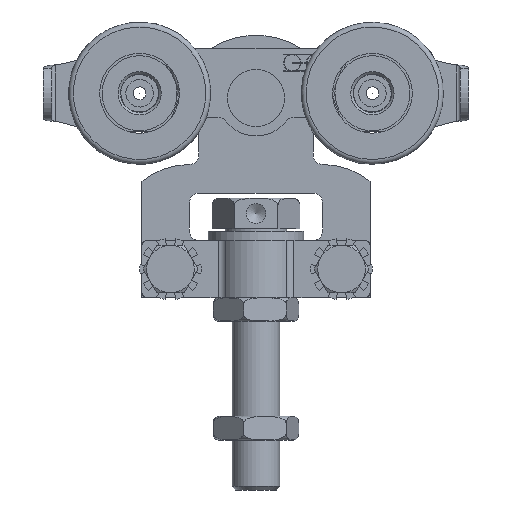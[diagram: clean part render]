
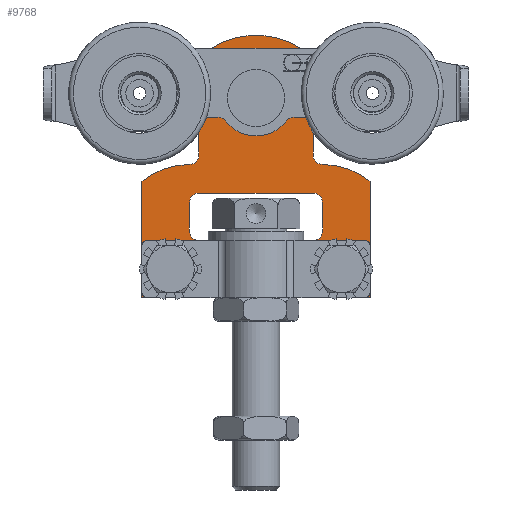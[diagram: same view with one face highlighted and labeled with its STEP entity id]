
A CAD part, front view. The second image highlights one B-rep face of the part: STEP entity #9768.
In plain terms, the highlighted face is planar.
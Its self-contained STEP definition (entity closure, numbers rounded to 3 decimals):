
#619=FACE_BOUND('',#1587,.T.);
#620=FACE_BOUND('',#1588,.T.);
#621=FACE_BOUND('',#1589,.T.);
#1003=FACE_OUTER_BOUND('',#1586,.T.);
#1586=EDGE_LOOP('',(#8122,#8123,#8124,#8125,#8126,#8127,#8128,#8129,#8130,
#8131,#8132,#8133,#8134,#8135,#8136,#8137,#8138,#8139,#8140,#8141,#8142,
#8143));
#1587=EDGE_LOOP('',(#8144));
#1588=EDGE_LOOP('',(#8145));
#1589=EDGE_LOOP('',(#8146));
#2383=LINE('',#18952,#3221);
#2385=LINE('',#18961,#3223);
#2390=LINE('',#18977,#3228);
#2404=LINE('',#19040,#3242);
#2410=LINE('',#19059,#3248);
#2414=LINE('',#19072,#3252);
#2417=LINE('',#19080,#3255);
#2420=LINE('',#19088,#3258);
#2422=LINE('',#19090,#3260);
#2424=LINE('',#19097,#3262);
#2426=LINE('',#19105,#3264);
#2427=LINE('',#19109,#3265);
#2428=LINE('',#19111,#3266);
#3221=VECTOR('',#12743,10.);
#3223=VECTOR('',#12753,10.);
#3228=VECTOR('',#12764,10.);
#3242=VECTOR('',#12824,10.);
#3248=VECTOR('',#12846,10.);
#3252=VECTOR('',#12860,10.);
#3255=VECTOR('',#12869,10.);
#3258=VECTOR('',#12878,10.);
#3260=VECTOR('',#12880,10.);
#3262=VECTOR('',#12888,10.);
#3264=VECTOR('',#12898,10.);
#3265=VECTOR('',#12901,10.);
#3266=VECTOR('',#12904,10.);
#3685=CIRCLE('',#10780,16.);
#3686=CIRCLE('',#10782,16.);
#3687=CIRCLE('',#10784,5.1);
#3688=CIRCLE('',#10787,2.5);
#3689=CIRCLE('',#10789,2.5);
#3690=CIRCLE('',#10792,2.);
#3691=CIRCLE('',#10795,2.);
#3692=CIRCLE('',#10798,2.);
#3693=CIRCLE('',#10801,2.);
#3694=CIRCLE('',#10803,2.);
#3695=CIRCLE('',#10804,18.);
#3696=CIRCLE('',#10805,2.);
#4466=VERTEX_POINT('',#18945);
#4469=VERTEX_POINT('',#18950);
#4472=VERTEX_POINT('',#18960);
#4479=VERTEX_POINT('',#18974);
#4480=VERTEX_POINT('',#18976);
#4506=VERTEX_POINT('',#19039);
#4507=VERTEX_POINT('',#19043);
#4508=VERTEX_POINT('',#19044);
#4509=VERTEX_POINT('',#19049);
#4510=VERTEX_POINT('',#19050);
#4511=VERTEX_POINT('',#19055);
#4512=VERTEX_POINT('',#19061);
#4513=VERTEX_POINT('',#19065);
#4514=VERTEX_POINT('',#19069);
#4515=VERTEX_POINT('',#19071);
#4516=VERTEX_POINT('',#19075);
#4517=VERTEX_POINT('',#19079);
#4518=VERTEX_POINT('',#19083);
#4519=VERTEX_POINT('',#19087);
#4520=VERTEX_POINT('',#19092);
#4521=VERTEX_POINT('',#19096);
#4522=VERTEX_POINT('',#19102);
#4523=VERTEX_POINT('',#19104);
#4524=VERTEX_POINT('',#19106);
#4525=VERTEX_POINT('',#19108);
#5714=EDGE_CURVE('',#4469,#4466,#2383,.T.);
#5718=EDGE_CURVE('',#4466,#4472,#2385,.T.);
#5726=EDGE_CURVE('',#4479,#4480,#2390,.T.);
#5758=EDGE_CURVE('',#4480,#4506,#2404,.T.);
#5760=EDGE_CURVE('',#4507,#4508,#3685,.T.);
#5763=EDGE_CURVE('',#4509,#4510,#3686,.T.);
#5767=EDGE_CURVE('',#4511,#4511,#3687,.T.);
#5768=EDGE_CURVE('',#4509,#4479,#2410,.T.);
#5770=EDGE_CURVE('',#4512,#4512,#3688,.T.);
#5772=EDGE_CURVE('',#4513,#4513,#3689,.T.);
#5774=EDGE_CURVE('',#4515,#4514,#2414,.T.);
#5776=EDGE_CURVE('',#4516,#4515,#3690,.T.);
#5778=EDGE_CURVE('',#4517,#4516,#2417,.T.);
#5780=EDGE_CURVE('',#4518,#4517,#3691,.T.);
#5782=EDGE_CURVE('',#4519,#4506,#2420,.T.);
#5784=EDGE_CURVE('',#4469,#4518,#2422,.T.);
#5785=EDGE_CURVE('',#4520,#4519,#3692,.T.);
#5787=EDGE_CURVE('',#4521,#4520,#2424,.T.);
#5789=EDGE_CURVE('',#4514,#4521,#3693,.T.);
#5790=EDGE_CURVE('',#4522,#4510,#3694,.T.);
#5791=EDGE_CURVE('',#4523,#4522,#2426,.T.);
#5792=EDGE_CURVE('',#4524,#4523,#3695,.T.);
#5793=EDGE_CURVE('',#4525,#4524,#2427,.T.);
#5794=EDGE_CURVE('',#4507,#4525,#3696,.T.);
#5795=EDGE_CURVE('',#4472,#4508,#2428,.T.);
#8122=ORIENTED_EDGE('',*,*,#5714,.F.);
#8123=ORIENTED_EDGE('',*,*,#5784,.T.);
#8124=ORIENTED_EDGE('',*,*,#5780,.T.);
#8125=ORIENTED_EDGE('',*,*,#5778,.T.);
#8126=ORIENTED_EDGE('',*,*,#5776,.T.);
#8127=ORIENTED_EDGE('',*,*,#5774,.T.);
#8128=ORIENTED_EDGE('',*,*,#5789,.T.);
#8129=ORIENTED_EDGE('',*,*,#5787,.T.);
#8130=ORIENTED_EDGE('',*,*,#5785,.T.);
#8131=ORIENTED_EDGE('',*,*,#5782,.T.);
#8132=ORIENTED_EDGE('',*,*,#5758,.F.);
#8133=ORIENTED_EDGE('',*,*,#5726,.F.);
#8134=ORIENTED_EDGE('',*,*,#5768,.F.);
#8135=ORIENTED_EDGE('',*,*,#5763,.T.);
#8136=ORIENTED_EDGE('',*,*,#5790,.F.);
#8137=ORIENTED_EDGE('',*,*,#5791,.F.);
#8138=ORIENTED_EDGE('',*,*,#5792,.F.);
#8139=ORIENTED_EDGE('',*,*,#5793,.F.);
#8140=ORIENTED_EDGE('',*,*,#5794,.F.);
#8141=ORIENTED_EDGE('',*,*,#5760,.T.);
#8142=ORIENTED_EDGE('',*,*,#5795,.F.);
#8143=ORIENTED_EDGE('',*,*,#5718,.F.);
#8144=ORIENTED_EDGE('',*,*,#5767,.T.);
#8145=ORIENTED_EDGE('',*,*,#5770,.T.);
#8146=ORIENTED_EDGE('',*,*,#5772,.T.);
#9301=PLANE('',#10802);
#9768=ADVANCED_FACE('',(#1003,#619,#620,#621),#9301,.F.);
#10780=AXIS2_PLACEMENT_3D('',#19045,#12829,#12830);
#10782=AXIS2_PLACEMENT_3D('',#19051,#12835,#12836);
#10784=AXIS2_PLACEMENT_3D('',#19057,#12842,#12843);
#10787=AXIS2_PLACEMENT_3D('',#19063,#12850,#12851);
#10789=AXIS2_PLACEMENT_3D('',#19067,#12855,#12856);
#10792=AXIS2_PLACEMENT_3D('',#19076,#12864,#12865);
#10795=AXIS2_PLACEMENT_3D('',#19084,#12873,#12874);
#10798=AXIS2_PLACEMENT_3D('',#19093,#12883,#12884);
#10801=AXIS2_PLACEMENT_3D('',#19100,#12892,#12893);
#10802=AXIS2_PLACEMENT_3D('',#19101,#12894,#12895);
#10803=AXIS2_PLACEMENT_3D('',#19103,#12896,#12897);
#10804=AXIS2_PLACEMENT_3D('',#19107,#12899,#12900);
#10805=AXIS2_PLACEMENT_3D('',#19110,#12902,#12903);
#12743=DIRECTION('',(0.,-1.,0.));
#12753=DIRECTION('',(1.,0.,0.));
#12764=DIRECTION('',(1.,0.,0.));
#12824=DIRECTION('',(0.,1.,0.));
#12829=DIRECTION('center_axis',(0.,0.,-1.));
#12830=DIRECTION('ref_axis',(-0.625,-0.781,0.));
#12835=DIRECTION('center_axis',(0.,0.,-1.));
#12836=DIRECTION('ref_axis',(0.,-1.,0.));
#12842=DIRECTION('center_axis',(0.,0.,1.));
#12843=DIRECTION('ref_axis',(-1.,0.,0.));
#12846=DIRECTION('',(0.,-1.,0.));
#12850=DIRECTION('center_axis',(0.,0.,1.));
#12851=DIRECTION('ref_axis',(1.,0.,0.));
#12855=DIRECTION('center_axis',(0.,0.,1.));
#12856=DIRECTION('ref_axis',(1.,0.,0.));
#12860=DIRECTION('',(-1.,0.,0.));
#12864=DIRECTION('center_axis',(0.,0.,1.));
#12865=DIRECTION('ref_axis',(1.,0.,0.));
#12869=DIRECTION('',(0.,1.,0.));
#12873=DIRECTION('center_axis',(0.,0.,1.));
#12874=DIRECTION('ref_axis',(0.,-1.,0.));
#12878=DIRECTION('',(1.,0.,0.));
#12880=DIRECTION('',(1.,0.,0.));
#12883=DIRECTION('center_axis',(0.,0.,1.));
#12884=DIRECTION('ref_axis',(-1.,0.,0.));
#12888=DIRECTION('',(0.,-1.,0.));
#12892=DIRECTION('center_axis',(0.,0.,1.));
#12893=DIRECTION('ref_axis',(0.,1.,0.));
#12894=DIRECTION('center_axis',(0.,0.,1.));
#12895=DIRECTION('ref_axis',(1.,0.,0.));
#12896=DIRECTION('center_axis',(0.,0.,-1.));
#12897=DIRECTION('ref_axis',(0.,-1.,0.));
#12898=DIRECTION('',(0.,-1.,0.));
#12899=DIRECTION('center_axis',(0.,0.,1.));
#12900=DIRECTION('ref_axis',(-0.667,-0.745,0.));
#12901=DIRECTION('',(0.,1.,0.));
#12902=DIRECTION('center_axis',(0.,0.,-1.));
#12903=DIRECTION('ref_axis',(-1.,0.,0.));
#12904=DIRECTION('',(0.,1.,0.));
#18945=CARTESIAN_POINT('',(29.999,-6.73,-1.5));
#18950=CARTESIAN_POINT('',(29.999,5.27,-1.5));
#18952=CARTESIAN_POINT('',(29.999,-6.73,-1.5));
#18960=CARTESIAN_POINT('',(46.716,-6.73,-1.5));
#18961=CARTESIAN_POINT('',(46.716,-6.73,-1.5));
#18974=CARTESIAN_POINT('',(-1.284,-6.73,-1.5));
#18976=CARTESIAN_POINT('',(15.433,-6.73,-1.5));
#18977=CARTESIAN_POINT('',(46.716,-6.73,-1.5));
#19039=CARTESIAN_POINT('',(15.433,5.27,-1.5));
#19040=CARTESIAN_POINT('',(15.433,-6.73,-1.5));
#19043=CARTESIAN_POINT('',(36.716,21.27,-1.5));
#19044=CARTESIAN_POINT('',(46.716,17.76,-1.5));
#19045=CARTESIAN_POINT('Origin',(36.716,5.27,-1.5));
#19049=CARTESIAN_POINT('',(-1.284,17.76,-1.5));
#19050=CARTESIAN_POINT('',(8.716,21.27,-1.5));
#19051=CARTESIAN_POINT('Origin',(8.716,5.27,-1.5));
#19055=CARTESIAN_POINT('',(27.816,35.27,-1.5));
#19057=CARTESIAN_POINT('Origin',(22.716,35.27,-1.5));
#19059=CARTESIAN_POINT('',(-1.284,-6.73,-1.5));
#19061=CARTESIAN_POINT('',(2.216,-0.73,-1.5));
#19063=CARTESIAN_POINT('Origin',(4.716,-0.73,-1.5));
#19065=CARTESIAN_POINT('',(38.216,-0.73,-1.5));
#19067=CARTESIAN_POINT('Origin',(40.716,-0.73,-1.5));
#19069=CARTESIAN_POINT('',(10.716,15.27,-1.5));
#19071=CARTESIAN_POINT('',(34.716,15.27,-1.5));
#19072=CARTESIAN_POINT('',(16.716,15.27,-1.5));
#19075=CARTESIAN_POINT('',(36.716,13.27,-1.5));
#19076=CARTESIAN_POINT('Origin',(34.716,13.27,-1.5));
#19079=CARTESIAN_POINT('',(36.716,7.27,-1.5));
#19080=CARTESIAN_POINT('',(36.716,14.866,-1.5));
#19083=CARTESIAN_POINT('',(34.716,5.27,-1.5));
#19084=CARTESIAN_POINT('Origin',(34.716,7.27,-1.5));
#19087=CARTESIAN_POINT('',(10.716,5.27,-1.5));
#19088=CARTESIAN_POINT('',(28.716,5.27,-1.5));
#19090=CARTESIAN_POINT('',(28.716,5.27,-1.5));
#19092=CARTESIAN_POINT('',(8.716,7.27,-1.5));
#19093=CARTESIAN_POINT('Origin',(10.716,7.27,-1.5));
#19096=CARTESIAN_POINT('',(8.716,13.27,-1.5));
#19097=CARTESIAN_POINT('',(8.716,11.866,-1.5));
#19100=CARTESIAN_POINT('Origin',(10.716,13.27,-1.5));
#19101=CARTESIAN_POINT('Origin',(22.716,16.463,-1.5));
#19102=CARTESIAN_POINT('',(10.716,23.27,-1.5));
#19103=CARTESIAN_POINT('Origin',(8.716,23.27,-1.5));
#19104=CARTESIAN_POINT('',(10.716,43.877,-1.5));
#19105=CARTESIAN_POINT('',(10.716,23.27,-1.5));
#19106=CARTESIAN_POINT('',(34.716,43.877,-1.5));
#19107=CARTESIAN_POINT('Origin',(22.716,30.461,-1.5));
#19108=CARTESIAN_POINT('',(34.716,23.27,-1.5));
#19109=CARTESIAN_POINT('',(34.716,43.877,-1.5));
#19110=CARTESIAN_POINT('Origin',(36.716,23.27,-1.5));
#19111=CARTESIAN_POINT('',(46.716,21.27,-1.5));
